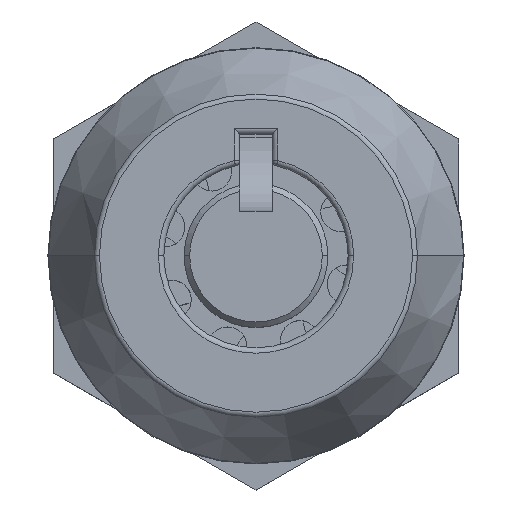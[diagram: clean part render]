
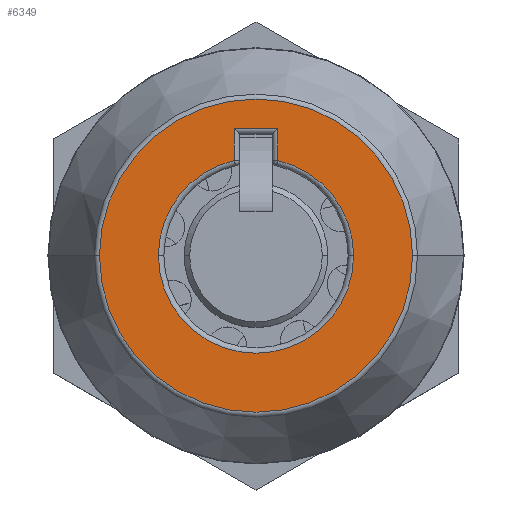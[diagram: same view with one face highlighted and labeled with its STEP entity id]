
A CAD part, top view. The second image highlights one B-rep face of the part: STEP entity #6349.
In plain terms, the highlighted planar face has unit normal (0, 0, 1).
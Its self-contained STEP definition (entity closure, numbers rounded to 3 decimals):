
#183 = CIRCLE ( 'NONE', #4276, 5.3 ) ;
#256 = CARTESIAN_POINT ( 'NONE',  ( 1.175, 6.9, 0.3 ) ) ;
#456 = VERTEX_POINT ( 'NONE', #4136 ) ;
#582 = ORIENTED_EDGE ( 'NONE', *, *, #648, .F. ) ;
#648 = EDGE_CURVE ( 'NONE', #3990, #6867, #183, .T. ) ;
#785 = DIRECTION ( 'NONE',  ( 1., 0., 0. ) ) ;
#904 = DIRECTION ( 'NONE',  ( -1., 0., 0. ) ) ;
#974 = VERTEX_POINT ( 'NONE', #2387 ) ;
#1254 = VERTEX_POINT ( 'NONE', #256 ) ;
#1255 = EDGE_CURVE ( 'NONE', #5358, #4815, #7208, .T. ) ;
#1338 = VECTOR ( 'NONE', #1937, 1000. ) ;
#1368 = CARTESIAN_POINT ( 'NONE',  ( 0., 0., 0.3 ) ) ;
#1527 = AXIS2_PLACEMENT_3D ( 'NONE', #5863, #5037, #4226 ) ;
#1593 = CARTESIAN_POINT ( 'NONE',  ( 0.875, 6.9, 0.3 ) ) ;
#1719 = DIRECTION ( 'NONE',  ( 0., 0., -1. ) ) ;
#1743 = ORIENTED_EDGE ( 'NONE', *, *, #1255, .T. ) ;
#1744 = ORIENTED_EDGE ( 'NONE', *, *, #3395, .T. ) ;
#1775 = EDGE_CURVE ( 'NONE', #1254, #6867, #3598, .T. ) ;
#1856 = EDGE_CURVE ( 'NONE', #5912, #456, #4474, .T. ) ;
#1937 = DIRECTION ( 'NONE',  ( 0., -1., 0. ) ) ;
#2170 = DIRECTION ( 'NONE',  ( 1., 0., 0. ) ) ;
#2225 = AXIS2_PLACEMENT_3D ( 'NONE', #2553, #1719, #904 ) ;
#2387 = CARTESIAN_POINT ( 'NONE',  ( -5.3, 0., 0.3 ) ) ;
#2422 = LINE ( 'NONE', #1593, #6235 ) ;
#2553 = CARTESIAN_POINT ( 'NONE',  ( 0., 5.3, 0.3 ) ) ;
#2771 = CARTESIAN_POINT ( 'NONE',  ( 1.175, 5.227, 0.3 ) ) ;
#2817 = DIRECTION ( 'NONE',  ( 0., 1., 0. ) ) ;
#2951 = CARTESIAN_POINT ( 'NONE',  ( -8.5, 0., 0.3 ) ) ;
#2982 = DIRECTION ( 'NONE',  ( 0., 0., 1. ) ) ;
#3383 = PLANE ( 'NONE',  #2225 ) ;
#3395 = EDGE_CURVE ( 'NONE', #4815, #5358, #5136, .T. ) ;
#3504 = ORIENTED_EDGE ( 'NONE', *, *, #4526, .T. ) ;
#3519 = EDGE_LOOP ( 'NONE', ( #3504, #4174, #582, #4393, #4199, #7276 ) ) ;
#3538 = VECTOR ( 'NONE', #2817, 1000. ) ;
#3598 = LINE ( 'NONE', #2771, #1338 ) ;
#3649 = CARTESIAN_POINT ( 'NONE',  ( -1.175, 6.6, 0.3 ) ) ;
#3677 = CARTESIAN_POINT ( 'NONE',  ( -1.175, 5.168, 0.3 ) ) ;
#3990 = VERTEX_POINT ( 'NONE', #6317 ) ;
#4068 = CARTESIAN_POINT ( 'NONE',  ( 1.175, 5.168, 0.3 ) ) ;
#4136 = CARTESIAN_POINT ( 'NONE',  ( -1.175, 6.9, 0.3 ) ) ;
#4174 = ORIENTED_EDGE ( 'NONE', *, *, #1775, .T. ) ;
#4199 = ORIENTED_EDGE ( 'NONE', *, *, #4923, .F. ) ;
#4226 = DIRECTION ( 'NONE',  ( 1., 0., 0. ) ) ;
#4261 = FACE_OUTER_BOUND ( 'NONE', #4386, .T. ) ;
#4276 = AXIS2_PLACEMENT_3D ( 'NONE', #6290, #2982, #2170 ) ;
#4283 = DIRECTION ( 'NONE',  ( 1., 0., 0. ) ) ;
#4386 = EDGE_LOOP ( 'NONE', ( #1743, #1744 ) ) ;
#4393 = ORIENTED_EDGE ( 'NONE', *, *, #6499, .F. ) ;
#4465 = CARTESIAN_POINT ( 'NONE',  ( 8.5, 0., 0.3 ) ) ;
#4474 = LINE ( 'NONE', #3649, #3538 ) ;
#4526 = EDGE_CURVE ( 'NONE', #456, #1254, #2422, .T. ) ;
#4815 = VERTEX_POINT ( 'NONE', #2951 ) ;
#4903 = FACE_BOUND ( 'NONE', #3519, .T. ) ;
#4923 = EDGE_CURVE ( 'NONE', #5912, #974, #6320, .T. ) ;
#5037 = DIRECTION ( 'NONE',  ( 0., 0., 1. ) ) ;
#5091 = DIRECTION ( 'NONE',  ( 0., 0., 1. ) ) ;
#5136 = CIRCLE ( 'NONE', #1527, 8.5 ) ;
#5193 = CIRCLE ( 'NONE', #5506, 5.3 ) ;
#5358 = VERTEX_POINT ( 'NONE', #4465 ) ;
#5506 = AXIS2_PLACEMENT_3D ( 'NONE', #1368, #7803, #6978 ) ;
#5839 = DIRECTION ( 'NONE',  ( 1., 0., 0. ) ) ;
#5863 = CARTESIAN_POINT ( 'NONE',  ( 0., 0., 0.3 ) ) ;
#5912 = VERTEX_POINT ( 'NONE', #3677 ) ;
#5922 = CARTESIAN_POINT ( 'NONE',  ( 0., 0., 0.3 ) ) ;
#5932 = AXIS2_PLACEMENT_3D ( 'NONE', #7491, #6658, #5839 ) ;
#6235 = VECTOR ( 'NONE', #785, 1000. ) ;
#6290 = CARTESIAN_POINT ( 'NONE',  ( 0., 0., 0.3 ) ) ;
#6317 = CARTESIAN_POINT ( 'NONE',  ( 5.3, 0., 0.3 ) ) ;
#6320 = CIRCLE ( 'NONE', #7443, 5.3 ) ;
#6349 = ADVANCED_FACE ( 'NONE', ( #4261, #4903 ), #3383, .F. ) ;
#6499 = EDGE_CURVE ( 'NONE', #974, #3990, #5193, .T. ) ;
#6658 = DIRECTION ( 'NONE',  ( 0., 0., 1. ) ) ;
#6867 = VERTEX_POINT ( 'NONE', #4068 ) ;
#6978 = DIRECTION ( 'NONE',  ( 1., 0., 0. ) ) ;
#7208 = CIRCLE ( 'NONE', #5932, 8.5 ) ;
#7276 = ORIENTED_EDGE ( 'NONE', *, *, #1856, .T. ) ;
#7443 = AXIS2_PLACEMENT_3D ( 'NONE', #5922, #5091, #4283 ) ;
#7491 = CARTESIAN_POINT ( 'NONE',  ( 0., 0., 0.3 ) ) ;
#7803 = DIRECTION ( 'NONE',  ( 0., 0., 1. ) ) ;
